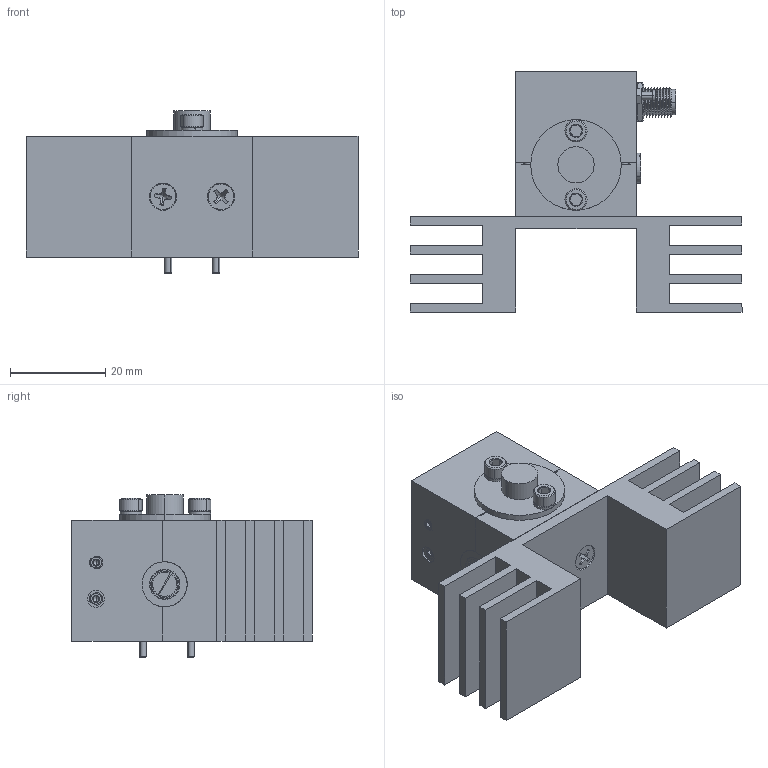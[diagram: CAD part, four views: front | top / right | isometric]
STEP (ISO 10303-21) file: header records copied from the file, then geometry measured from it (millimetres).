
FILE_DESCRIPTION (( 'STEP AP203' ), '1' );
FILE_NAME ('SOM-60301317-15-S1.STEP', '2019-04-02T00:56:21', ( '' ), ( '' ), 'SwSTEP 2.0', 'SolidWorks 2016', '' );
FILE_SCHEMA (( 'CONFIG_CONTROL_DESIGN' ));
Length unit declared in the file: inch
Products named in the file (1): SOM-60301317-15-S1
Bounding box: 69.85 x 50.55 x 34.1 mm (x, y, z)
Volume: 31323.9 mm3; surface area: 25652 mm2
Topology: 35 solids, 35 shells, 1641 faces, 4300 edges, 2702 vertices
Faces by surface type: cylinder 828, plane 395, cone 377, bspline 41
Entity records: 70137 total; most frequent: CARTESIAN_POINT 33615, ORIENTED_EDGE 8400, DIRECTION 6875, EDGE_CURVE 4200, VERTEX_POINT 2702, AXIS2_PLACEMENT_3D 2566, EDGE_LOOP 1752, VECTOR 1743
